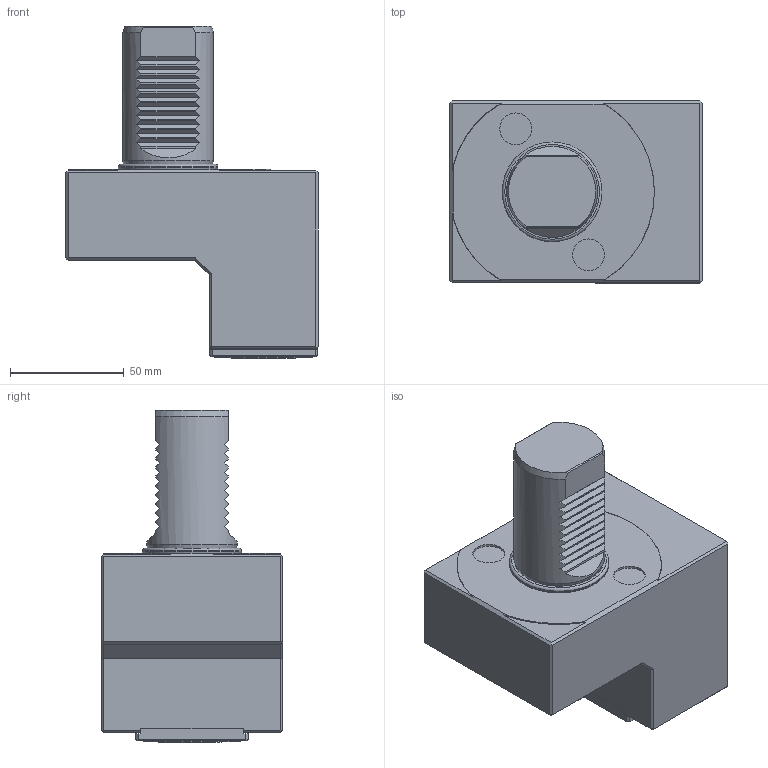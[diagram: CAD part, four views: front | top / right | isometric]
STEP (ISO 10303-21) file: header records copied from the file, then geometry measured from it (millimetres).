
FILE_DESCRIPTION(/* description */ (''),/* implementation_level */ '2;1');
FILE_NAME(/* name */ '1618474230911.stp',/* time_stamp */ '2021-04-15T10:10:38+02:00',/* author */ (''),/* organization */ ('SMS'),/* preprocessor_version */ 'ST-DEVELOPER v16.7',/* originating_system */ 'SIEMENS PLM Software NX 12.0',/* authorisation */ '');
FILE_SCHEMA (('AUTOMOTIVE_DESIGN { 1 0 10303 214 3 1 1 1 }'));
Length unit declared in the file: millimetre
Products named in the file (1): 203474893mod000_00
Bounding box: 111 x 80 x 145.99 mm (x, y, z)
Volume: 569740.4 mm3; surface area: 54219.3 mm2
Topology: 1 solids, 1 shells, 178 faces, 487 edges, 321 vertices
Faces by surface type: plane 146, cylinder 16, cone 8, sphere 4, torus 3, bspline 1
Full cylindrical faces by diameter (mm): 2.5 x1, 5.994 x1, 7.193 x4, 14 x2, 39.96 x1, 40 x1, 43.856 x1
Entity records: 5903 total; most frequent: CARTESIAN_POINT 1435, DIRECTION 930, ORIENTED_EDGE 894, EDGE_CURVE 447, AXIS2_PLACEMENT_3D 321, VERTEX_POINT 303, LINE 288, VECTOR 288
